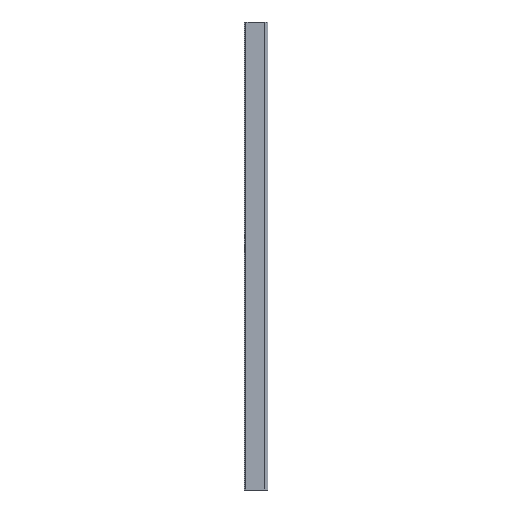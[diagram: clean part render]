
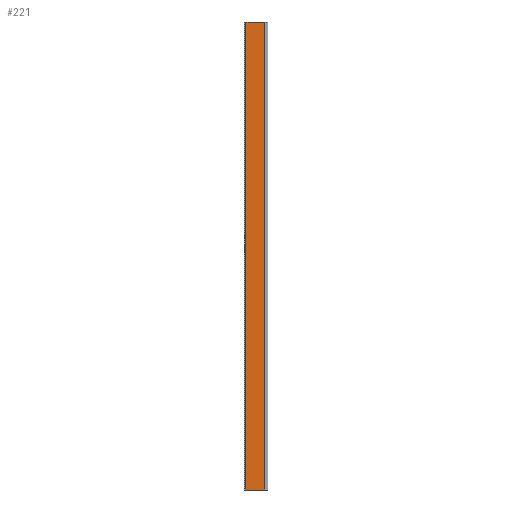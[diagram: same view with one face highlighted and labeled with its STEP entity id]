
A CAD part, left-side view. The second image highlights one B-rep face of the part: STEP entity #221.
In plain terms, the highlighted planar face has unit normal (-1, 0, 0).
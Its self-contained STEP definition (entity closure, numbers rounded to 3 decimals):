
#2 = VERTEX_POINT ( 'NONE', #47 ) ;
#15 = EDGE_LOOP ( 'NONE', ( #723, #495, #968, #780 ) ) ;
#43 = EDGE_CURVE ( 'NONE', #977, #898, #858, .T. ) ;
#47 = CARTESIAN_POINT ( 'NONE',  ( 0., 46.5, 1000. ) ) ;
#55 = AXIS2_PLACEMENT_3D ( 'NONE', #431, #442, #963 ) ;
#62 = CARTESIAN_POINT ( 'NONE',  ( 0., 0., 0. ) ) ;
#99 = VERTEX_POINT ( 'NONE', #666 ) ;
#103 = VECTOR ( 'NONE', #288, 1000. ) ;
#120 = CARTESIAN_POINT ( 'NONE',  ( 0., 6., 0. ) ) ;
#130 = FACE_OUTER_BOUND ( 'NONE', #15, .T. ) ;
#146 = DIRECTION ( 'NONE',  ( 0., 1., 0. ) ) ;
#181 = CARTESIAN_POINT ( 'NONE',  ( 0., 6., 1000. ) ) ;
#221 = ADVANCED_FACE ( 'NONE', ( #130 ), #797, .T. ) ;
#242 = LINE ( 'NONE', #62, #397 ) ;
#250 = EDGE_CURVE ( 'NONE', #977, #99, #242, .T. ) ;
#288 = DIRECTION ( 'NONE',  ( 0., 0., 1. ) ) ;
#364 = CARTESIAN_POINT ( 'NONE',  ( 0., 6., 1000. ) ) ;
#394 = VECTOR ( 'NONE', #494, 1000. ) ;
#397 = VECTOR ( 'NONE', #146, 1000. ) ;
#431 = CARTESIAN_POINT ( 'NONE',  ( 0., 0., 1000. ) ) ;
#442 = DIRECTION ( 'NONE',  ( -1., 0., 0. ) ) ;
#472 = EDGE_CURVE ( 'NONE', #2, #99, #584, .T. ) ;
#488 = EDGE_CURVE ( 'NONE', #898, #2, #777, .T. ) ;
#494 = DIRECTION ( 'NONE',  ( 0., 0., -1. ) ) ;
#495 = ORIENTED_EDGE ( 'NONE', *, *, #472, .T. ) ;
#574 = DIRECTION ( 'NONE',  ( 0., 1., 0. ) ) ;
#584 = LINE ( 'NONE', #948, #394 ) ;
#666 = CARTESIAN_POINT ( 'NONE',  ( 0., 46.5, 0. ) ) ;
#713 = CARTESIAN_POINT ( 'NONE',  ( 0., 0., 1000. ) ) ;
#723 = ORIENTED_EDGE ( 'NONE', *, *, #488, .T. ) ;
#777 = LINE ( 'NONE', #713, #960 ) ;
#780 = ORIENTED_EDGE ( 'NONE', *, *, #43, .T. ) ;
#797 = PLANE ( 'NONE',  #55 ) ;
#858 = LINE ( 'NONE', #364, #103 ) ;
#898 = VERTEX_POINT ( 'NONE', #181 ) ;
#948 = CARTESIAN_POINT ( 'NONE',  ( 0., 46.5, 1000. ) ) ;
#960 = VECTOR ( 'NONE', #574, 1000. ) ;
#963 = DIRECTION ( 'NONE',  ( 0., -1., 0. ) ) ;
#968 = ORIENTED_EDGE ( 'NONE', *, *, #250, .F. ) ;
#977 = VERTEX_POINT ( 'NONE', #120 ) ;
